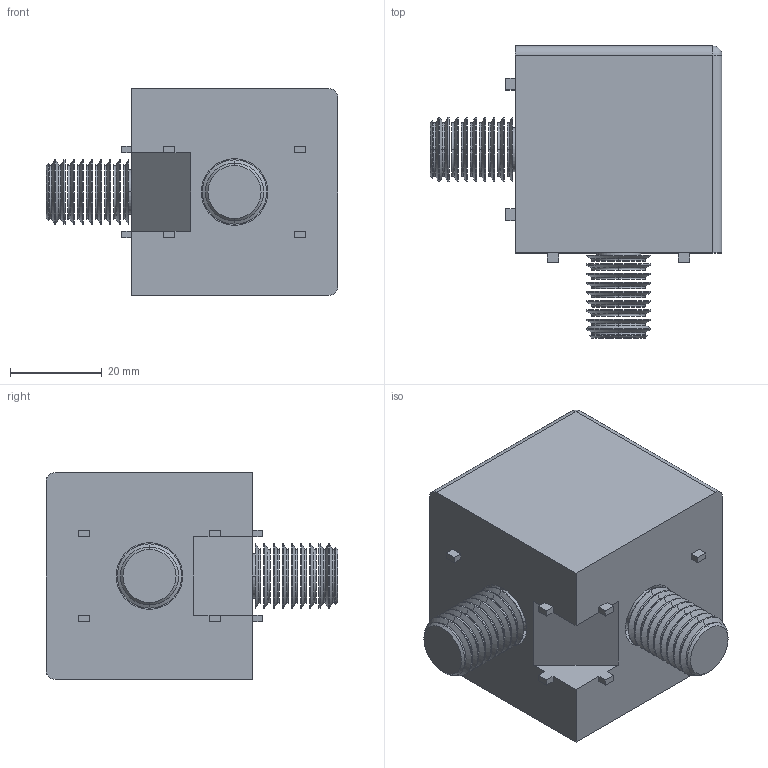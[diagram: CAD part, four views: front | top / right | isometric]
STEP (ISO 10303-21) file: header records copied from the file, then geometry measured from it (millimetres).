
FILE_DESCRIPTION (( 'STEP AP203' ), '1' );
FILE_NAME ('3.91.4545.02.ST.STEP', '2014-06-25T02:51:49', ( 'USER' ), ( 'Microsoft' ), 'SwSTEP 2.0', 'SolidWorks 2012', '' );
FILE_SCHEMA (( 'CONFIG_CONTROL_DESIGN' ));
Length unit declared in the file: millimetre
Products named in the file (1): 3.91.4545.02.ST
Bounding box: 63.5 x 63.5 x 45 mm (x, y, z)
Surface area: 15617.2 mm2 (no closed solid volume)
Topology: 0 solids, 21 shells, 198 faces, 468 edges, 280 vertices
Faces by surface type: cone 52, plane 51, cylinder 49, bspline 44, sphere 2
Entity records: 6571 total; most frequent: CARTESIAN_POINT 2011, DIRECTION 1012, ORIENTED_EDGE 852, EDGE_CURVE 466, AXIS2_PLACEMENT_3D 397, VERTEX_POINT 280, CIRCLE 242, VECTOR 218
